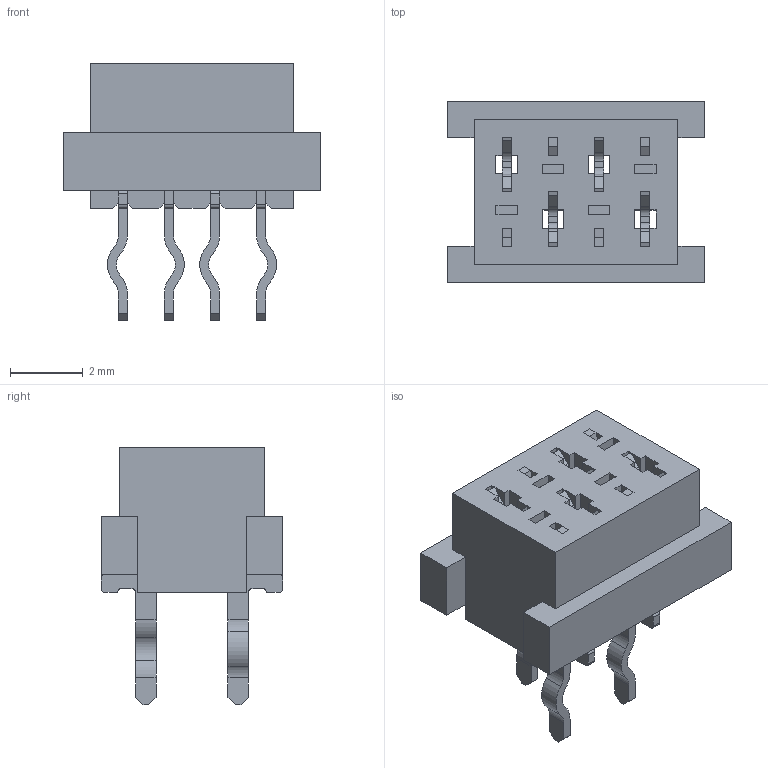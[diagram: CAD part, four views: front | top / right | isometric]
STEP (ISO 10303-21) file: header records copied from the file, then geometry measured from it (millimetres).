
FILE_DESCRIPTION( ( 'Unknown' ), '1' );
FILE_NAME( '690367180472.stp', 'Unknown', ( 'Unknown' ), ( 'Unknown' ), 'PSStep 14.0', 'Unknown', ' ' );
FILE_SCHEMA( ( 'AUTOMOTIVE_DESIGN { 1 0 10303 214 1 1 1 1 }' ) );
Length unit declared in the file: millimetre
Products named in the file (3): Assem1; 690367180472; Pin
Assembly tree (5 placements, depth 2):
  Assem1
    690367180472
    Pin  x4
Bounding box: 7.08 x 5 x 7.1 mm (x, y, z)
Volume: 97.8 mm3; surface area: 343.7 mm2
Topology: 5 solids, 5 shells, 338 faces, 976 edges, 644 vertices
Faces by surface type: plane 250, cylinder 88
Entity records: 7440 total; most frequent: CARTESIAN_POINT 1058, ORIENTED_EDGE 1052, DIRECTION 946, EDGE_CURVE 526, LINE 482, VECTOR 482, VERTEX_POINT 344, AXIS2_PLACEMENT_3D 232
